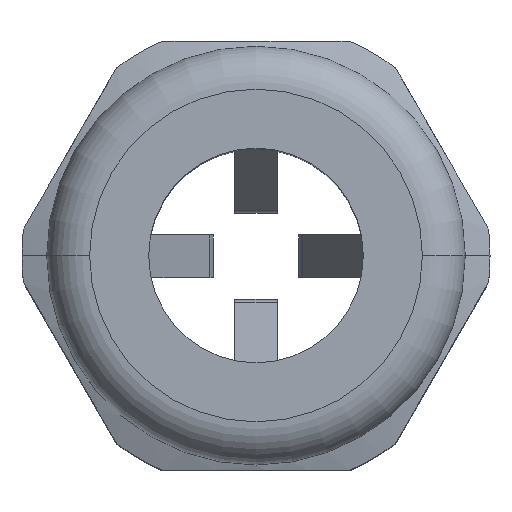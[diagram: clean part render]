
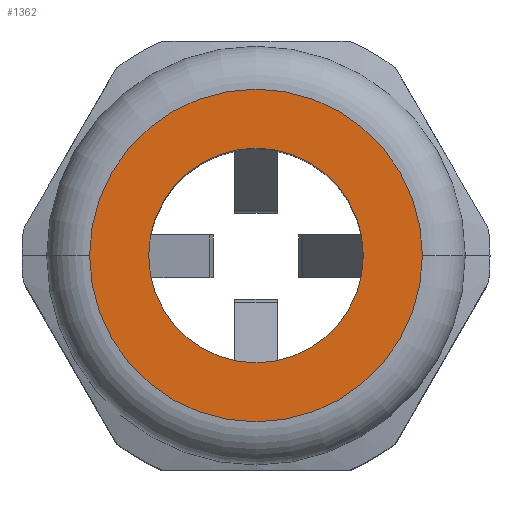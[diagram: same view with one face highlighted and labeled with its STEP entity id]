
A CAD part, top view. The second image highlights one B-rep face of the part: STEP entity #1362.
In plain terms, the highlighted planar face has unit normal (0, 0, 1).
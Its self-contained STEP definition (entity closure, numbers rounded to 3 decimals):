
#88 = AXIS2_PLACEMENT_3D ( 'NONE', #1739, #1738, #1737 ) ;
#168 = AXIS2_PLACEMENT_3D ( 'NONE', #1545, #1544, #1543 ) ;
#171 = FACE_OUTER_BOUND ( 'NONE', #757, .T. ) ;
#177 = FACE_BOUND ( 'NONE', #756, .T. ) ;
#404 = CARTESIAN_POINT ( 'NONE',  ( 7.75, 0., 27. ) ) ;
#405 = CARTESIAN_POINT ( 'NONE',  ( -7.75, 0., 27. ) ) ;
#412 = CARTESIAN_POINT ( 'NONE',  ( 5., 0., 27. ) ) ;
#413 = CARTESIAN_POINT ( 'NONE',  ( -5., 0., 27. ) ) ;
#756 = EDGE_LOOP ( 'NONE', ( #939, #941 ) ) ;
#757 = EDGE_LOOP ( 'NONE', ( #938, #942 ) ) ;
#938 = ORIENTED_EDGE ( 'NONE', *, *, #1305, .T. ) ;
#939 = ORIENTED_EDGE ( 'NONE', *, *, #1485, .F. ) ;
#941 = ORIENTED_EDGE ( 'NONE', *, *, #1297, .F. ) ;
#942 = ORIENTED_EDGE ( 'NONE', *, *, #1486, .T. ) ;
#1089 = AXIS2_PLACEMENT_3D ( 'NONE', #2199, #2198, #2197 ) ;
#1090 = AXIS2_PLACEMENT_3D ( 'NONE', #2202, #2201, #2200 ) ;
#1147 = AXIS2_PLACEMENT_3D ( 'NONE', #1768, #1764, #1763 ) ;
#1191 = CIRCLE ( 'NONE', #1089, 7.75 ) ;
#1192 = CIRCLE ( 'NONE', #1090, 5. ) ;
#1248 = CIRCLE ( 'NONE', #88, 7.75 ) ;
#1257 = CIRCLE ( 'NONE', #1147, 5. ) ;
#1297 = EDGE_CURVE ( 'NONE', #2375, #2376, #1257, .T. ) ;
#1305 = EDGE_CURVE ( 'NONE', #2384, #2383, #1248, .T. ) ;
#1362 = ADVANCED_FACE ( 'NONE', ( #177, #171 ), #1546, .T. ) ;
#1485 = EDGE_CURVE ( 'NONE', #2376, #2375, #1192, .T. ) ;
#1486 = EDGE_CURVE ( 'NONE', #2383, #2384, #1191, .T. ) ;
#1543 = DIRECTION ( 'NONE',  ( 1., 0., 0. ) ) ;
#1544 = DIRECTION ( 'NONE',  ( 0., 0., 1. ) ) ;
#1545 = CARTESIAN_POINT ( 'NONE',  ( 0., 0., 27. ) ) ;
#1546 = PLANE ( 'NONE',  #168 ) ;
#1737 = DIRECTION ( 'NONE',  ( 1., 0., 0. ) ) ;
#1738 = DIRECTION ( 'NONE',  ( 0., 0., 1. ) ) ;
#1739 = CARTESIAN_POINT ( 'NONE',  ( 0., 0., 27. ) ) ;
#1763 = DIRECTION ( 'NONE',  ( 1., 0., 0. ) ) ;
#1764 = DIRECTION ( 'NONE',  ( 0., 0., 1. ) ) ;
#1768 = CARTESIAN_POINT ( 'NONE',  ( 0., 0., 27. ) ) ;
#2197 = DIRECTION ( 'NONE',  ( 1., 0., 0. ) ) ;
#2198 = DIRECTION ( 'NONE',  ( 0., 0., 1. ) ) ;
#2199 = CARTESIAN_POINT ( 'NONE',  ( 0., 0., 27. ) ) ;
#2200 = DIRECTION ( 'NONE',  ( 1., 0., 0. ) ) ;
#2201 = DIRECTION ( 'NONE',  ( 0., 0., 1. ) ) ;
#2202 = CARTESIAN_POINT ( 'NONE',  ( 0., 0., 27. ) ) ;
#2375 = VERTEX_POINT ( 'NONE', #413 ) ;
#2376 = VERTEX_POINT ( 'NONE', #412 ) ;
#2383 = VERTEX_POINT ( 'NONE', #405 ) ;
#2384 = VERTEX_POINT ( 'NONE', #404 ) ;
